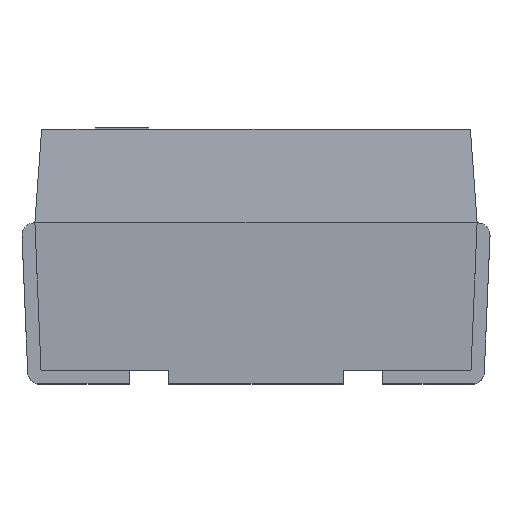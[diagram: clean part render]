
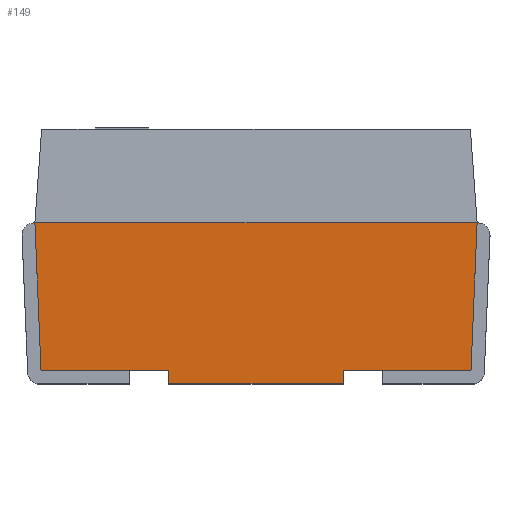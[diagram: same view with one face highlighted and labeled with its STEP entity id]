
A CAD part, top view. The second image highlights one B-rep face of the part: STEP entity #149.
In plain terms, the highlighted planar face has unit normal (0, -0.042, 0.999).
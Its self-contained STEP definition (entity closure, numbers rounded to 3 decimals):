
#82 = ORIENTED_EDGE ( 'NONE', *, *, #83, .F. ) ;
#83 = EDGE_CURVE ( 'NONE', #180, #206, #960, .T. ) ;
#89 = EDGE_CURVE ( 'NONE', #99, #115, #895, .T. ) ;
#92 = VERTEX_POINT ( 'NONE', #887 ) ;
#99 = VERTEX_POINT ( 'NONE', #877 ) ;
#115 = VERTEX_POINT ( 'NONE', #777 ) ;
#119 = EDGE_CURVE ( 'NONE', #115, #92, #773, .T. ) ;
#129 = ORIENTED_EDGE ( 'NONE', *, *, #130, .F. ) ;
#130 = EDGE_CURVE ( 'NONE', #160, #131, #917, .T. ) ;
#131 = VERTEX_POINT ( 'NONE', #913 ) ;
#132 = ORIENTED_EDGE ( 'NONE', *, *, #159, .F. ) ;
#140 = ORIENTED_EDGE ( 'NONE', *, *, #141, .F. ) ;
#141 = EDGE_CURVE ( 'NONE', #99, #154, #902, .T. ) ;
#142 = ORIENTED_EDGE ( 'NONE', *, *, #89, .T. ) ;
#143 = ORIENTED_EDGE ( 'NONE', *, *, #119, .T. ) ;
#149 = ADVANCED_FACE ( 'NONE', ( #868 ), #853, .F. ) ;
#150 = EDGE_LOOP ( 'NONE', ( #129, #132, #140, #142, #143, #204, #82, #181 ) ) ;
#154 = VERTEX_POINT ( 'NONE', #953 ) ;
#159 = EDGE_CURVE ( 'NONE', #154, #160, #1967, .T. ) ;
#160 = VERTEX_POINT ( 'NONE', #1963 ) ;
#180 = VERTEX_POINT ( 'NONE', #2091 ) ;
#181 = ORIENTED_EDGE ( 'NONE', *, *, #182, .F. ) ;
#182 = EDGE_CURVE ( 'NONE', #131, #180, #2089, .T. ) ;
#204 = ORIENTED_EDGE ( 'NONE', *, *, #205, .F. ) ;
#205 = EDGE_CURVE ( 'NONE', #206, #92, #2156, .T. ) ;
#206 = VERTEX_POINT ( 'NONE', #2152 ) ;
#770 = DIRECTION ( 'NONE',  ( 0.042, 0.998, 0.042 ) ) ;
#771 = VECTOR ( 'NONE', #770, 1000. ) ;
#772 = CARTESIAN_POINT ( 'NONE',  ( 1.645, 1.084, 1.395 ) ) ;
#773 = LINE ( 'NONE', #772, #771 ) ;
#777 = CARTESIAN_POINT ( 'NONE',  ( 1.604, 0.1, 1.354 ) ) ;
#847 = DIRECTION ( 'NONE',  ( -0.042, 0.998, 0.042 ) ) ;
#848 = DIRECTION ( 'NONE',  ( 0., 0.999, 0.042 ) ) ;
#849 = DIRECTION ( 'NONE',  ( 0., 0.042, -0.999 ) ) ;
#850 = CARTESIAN_POINT ( 'NONE',  ( 1.65, 1.2, 1.4 ) ) ;
#851 = AXIS2_PLACEMENT_3D ( 'NONE', #850, #849, #848 ) ;
#853 = PLANE ( 'NONE',  #851 ) ;
#868 = FACE_OUTER_BOUND ( 'NONE', #150, .T. ) ;
#875 = DIRECTION ( 'NONE',  ( 0., -0.999, -0.042 ) ) ;
#876 = VECTOR ( 'NONE', #875, 1000. ) ;
#877 = CARTESIAN_POINT ( 'NONE',  ( 0.65, 0.1, 1.354 ) ) ;
#887 = CARTESIAN_POINT ( 'NONE',  ( 1.65, 1.2, 1.4 ) ) ;
#892 = DIRECTION ( 'NONE',  ( 1., 0., 0. ) ) ;
#893 = VECTOR ( 'NONE', #892, 1000. ) ;
#894 = CARTESIAN_POINT ( 'NONE',  ( 1.65, 0.1, 1.354 ) ) ;
#895 = LINE ( 'NONE', #894, #893 ) ;
#901 = CARTESIAN_POINT ( 'NONE',  ( 0.65, 1.2, 1.4 ) ) ;
#902 = LINE ( 'NONE', #901, #876 ) ;
#913 = CARTESIAN_POINT ( 'NONE',  ( -0.65, 0.1, 1.354 ) ) ;
#914 = DIRECTION ( 'NONE',  ( 0., 0.999, 0.042 ) ) ;
#915 = VECTOR ( 'NONE', #914, 1000. ) ;
#916 = CARTESIAN_POINT ( 'NONE',  ( -0.65, 1.2, 1.4 ) ) ;
#917 = LINE ( 'NONE', #916, #915 ) ;
#953 = CARTESIAN_POINT ( 'NONE',  ( 0.65, 0., 1.35 ) ) ;
#958 = VECTOR ( 'NONE', #847, 1000. ) ;
#959 = CARTESIAN_POINT ( 'NONE',  ( -1.644, 1.063, 1.394 ) ) ;
#960 = LINE ( 'NONE', #959, #958 ) ;
#1963 = CARTESIAN_POINT ( 'NONE',  ( -0.65, 0., 1.35 ) ) ;
#1964 = DIRECTION ( 'NONE',  ( -1., 0., 0. ) ) ;
#1965 = VECTOR ( 'NONE', #1964, 1000. ) ;
#1966 = CARTESIAN_POINT ( 'NONE',  ( -1.65, 0., 1.35 ) ) ;
#1967 = LINE ( 'NONE', #1966, #1965 ) ;
#2086 = DIRECTION ( 'NONE',  ( -1., 0., 0. ) ) ;
#2087 = VECTOR ( 'NONE', #2086, 1000. ) ;
#2088 = CARTESIAN_POINT ( 'NONE',  ( 1.65, 0.1, 1.354 ) ) ;
#2089 = LINE ( 'NONE', #2088, #2087 ) ;
#2091 = CARTESIAN_POINT ( 'NONE',  ( -1.604, 0.1, 1.354 ) ) ;
#2152 = CARTESIAN_POINT ( 'NONE',  ( -1.65, 1.2, 1.4 ) ) ;
#2153 = DIRECTION ( 'NONE',  ( 1., 0., 0. ) ) ;
#2154 = VECTOR ( 'NONE', #2153, 1000. ) ;
#2155 = CARTESIAN_POINT ( 'NONE',  ( 1.65, 1.2, 1.4 ) ) ;
#2156 = LINE ( 'NONE', #2155, #2154 ) ;
